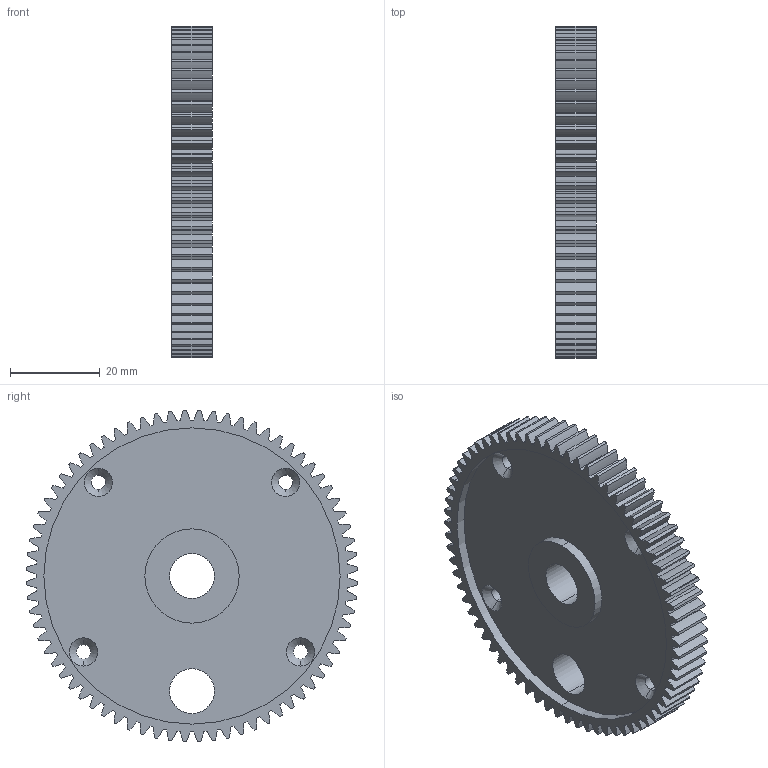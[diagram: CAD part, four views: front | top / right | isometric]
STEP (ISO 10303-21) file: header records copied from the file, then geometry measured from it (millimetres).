
FILE_DESCRIPTION (( 'STEP AP214' ), '1' );
FILE_NAME ('spur_gear_lower_1M_72T_28307201.step', '2023-05-17T11:19:29', ( '' ), ( '' ), 'SwSTEP 2.0', 'SolidWorks 2022', '' );
FILE_SCHEMA (( 'AUTOMOTIVE_DESIGN' ));
Length unit declared in the file: millimetre
Products named in the file (1): spur_gear_lower_1M_72T_28307201
Bounding box: 9 x 73.96 x 73.96 mm (x, y, z)
Volume: 28025.3 mm3; surface area: 13115.9 mm2
Topology: 1 solids, 1 shells, 321 faces, 943 edges, 626 vertices
Faces by surface type: cylinder 309, cone 8, plane 4
Entity records: 11117 total; most frequent: DIRECTION 2213, CARTESIAN_POINT 1891, ORIENTED_EDGE 1886, AXIS2_PLACEMENT_3D 948, EDGE_CURVE 943, CIRCLE 626, VERTEX_POINT 626, EDGE_LOOP 335
